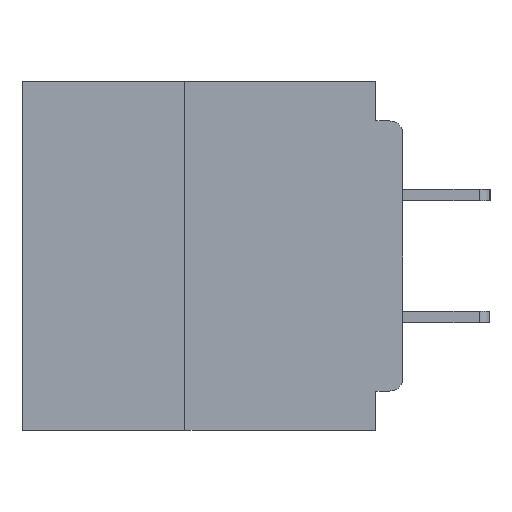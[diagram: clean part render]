
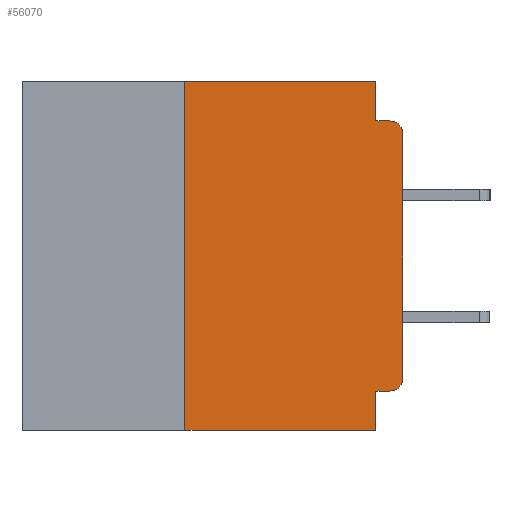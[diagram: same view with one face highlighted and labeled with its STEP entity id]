
A CAD part, left-side view. The second image highlights one B-rep face of the part: STEP entity #56070.
In plain terms, the highlighted planar face has unit normal (-1, 0, 0).
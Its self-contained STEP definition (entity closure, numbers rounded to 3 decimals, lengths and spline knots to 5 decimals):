
#1665 = EDGE_CURVE ( 'NONE', #19603, #52598, #25395, .T. ) ;
#1770 = CARTESIAN_POINT ( 'NONE',  ( 0., 0.437, 0. ) ) ;
#2204 = AXIS2_PLACEMENT_3D ( 'NONE', #1770, #6176, #36789 ) ;
#2226 = CARTESIAN_POINT ( 'NONE',  ( 0., 0., -0.045 ) ) ;
#3090 = DIRECTION ( 'NONE',  ( 0., 0., -1. ) ) ;
#4430 = LINE ( 'NONE', #11754, #26409 ) ;
#6176 = DIRECTION ( 'NONE',  ( 1., 0., 0. ) ) ;
#8580 = DIRECTION ( 'NONE',  ( 0., -1., 0. ) ) ;
#9156 = VECTOR ( 'NONE', #55341, 39.37008 ) ;
#9763 = FACE_OUTER_BOUND ( 'NONE', #38115, .T. ) ;
#9931 = VECTOR ( 'NONE', #28242, 39.37008 ) ;
#11212 = VECTOR ( 'NONE', #25742, 39.37008 ) ;
#11379 = CARTESIAN_POINT ( 'NONE',  ( 0., 0.25, -0.4 ) ) ;
#11754 = CARTESIAN_POINT ( 'NONE',  ( 0., 0.031, -0.4 ) ) ;
#11823 = ORIENTED_EDGE ( 'NONE', *, *, #15139, .T. ) ;
#12000 = VERTEX_POINT ( 'NONE', #30178 ) ;
#12164 = VECTOR ( 'NONE', #8580, 39.37008 ) ;
#13037 = EDGE_CURVE ( 'NONE', #15193, #54364, #44007, .T. ) ;
#13250 = CIRCLE ( 'NONE', #46622, 0.015 ) ;
#13916 = ORIENTED_EDGE ( 'NONE', *, *, #1665, .F. ) ;
#14265 = EDGE_CURVE ( 'NONE', #52598, #30452, #33205, .T. ) ;
#14850 = EDGE_CURVE ( 'NONE', #35634, #12000, #48117, .T. ) ;
#15117 = VECTOR ( 'NONE', #50958, 39.37008 ) ;
#15139 = EDGE_CURVE ( 'NONE', #41039, #30967, #44676, .T. ) ;
#15185 = EDGE_CURVE ( 'NONE', #30967, #30452, #43302, .T. ) ;
#15193 = VERTEX_POINT ( 'NONE', #39052 ) ;
#15322 = DIRECTION ( 'NONE',  ( 0., -1., 0. ) ) ;
#16146 = CARTESIAN_POINT ( 'NONE',  ( 0., 0., -0.355 ) ) ;
#17234 = CARTESIAN_POINT ( 'NONE',  ( 0., 0.437, 0. ) ) ;
#17329 = CARTESIAN_POINT ( 'NONE',  ( 0., 0.015, -0.06 ) ) ;
#17811 = CARTESIAN_POINT ( 'NONE',  ( 0., 0.015, -0.34 ) ) ;
#18124 = ORIENTED_EDGE ( 'NONE', *, *, #37965, .F. ) ;
#18741 = CARTESIAN_POINT ( 'NONE',  ( 0., 0., -0.06 ) ) ;
#19493 = CARTESIAN_POINT ( 'NONE',  ( 0., 0.437, -0.4 ) ) ;
#19603 = VERTEX_POINT ( 'NONE', #23431 ) ;
#20597 = AXIS2_PLACEMENT_3D ( 'NONE', #17329, #47812, #21738 ) ;
#21738 = DIRECTION ( 'NONE',  ( 0., 0., -1. ) ) ;
#22251 = DIRECTION ( 'NONE',  ( 0., 0., -1. ) ) ;
#23431 = CARTESIAN_POINT ( 'NONE',  ( 0., 0.031, 0. ) ) ;
#23961 = CARTESIAN_POINT ( 'NONE',  ( 0., 0.015, -0.045 ) ) ;
#25395 = LINE ( 'NONE', #51210, #15117 ) ;
#25742 = DIRECTION ( 'NONE',  ( 0., 0., 1. ) ) ;
#26409 = VECTOR ( 'NONE', #3090, 39.37008 ) ;
#28075 = PLANE ( 'NONE',  #2204 ) ;
#28242 = DIRECTION ( 'NONE',  ( 0., 0., 1. ) ) ;
#30178 = CARTESIAN_POINT ( 'NONE',  ( 0., 0.031, -0.4 ) ) ;
#30204 = CARTESIAN_POINT ( 'NONE',  ( 0., 0., -0.34 ) ) ;
#30452 = VERTEX_POINT ( 'NONE', #23961 ) ;
#30967 = VERTEX_POINT ( 'NONE', #18741 ) ;
#32591 = CARTESIAN_POINT ( 'NONE',  ( 0., 0.25, -0.4 ) ) ;
#33205 = LINE ( 'NONE', #2226, #34563 ) ;
#33210 = LINE ( 'NONE', #32591, #9931 ) ;
#34563 = VECTOR ( 'NONE', #15322, 39.37008 ) ;
#35365 = LINE ( 'NONE', #17234, #12164 ) ;
#35560 = EDGE_CURVE ( 'NONE', #35634, #48670, #33210, .T. ) ;
#35634 = VERTEX_POINT ( 'NONE', #11379 ) ;
#36789 = DIRECTION ( 'NONE',  ( 0., 0., -1. ) ) ;
#37965 = EDGE_CURVE ( 'NONE', #54364, #12000, #4430, .T. ) ;
#38115 = EDGE_LOOP ( 'NONE', ( #11823, #52523, #56480, #13916, #52286, #42401, #39031, #18124, #46181, #38543 ) ) ;
#38543 = ORIENTED_EDGE ( 'NONE', *, *, #49753, .T. ) ;
#39031 = ORIENTED_EDGE ( 'NONE', *, *, #14850, .T. ) ;
#39052 = CARTESIAN_POINT ( 'NONE',  ( 0., 0.015, -0.355 ) ) ;
#39262 = VECTOR ( 'NONE', #49956, 39.37008 ) ;
#40042 = CARTESIAN_POINT ( 'NONE',  ( 0., 0.25, 0. ) ) ;
#41005 = CARTESIAN_POINT ( 'NONE',  ( 0., 0.031, -0.045 ) ) ;
#41039 = VERTEX_POINT ( 'NONE', #30204 ) ;
#42401 = ORIENTED_EDGE ( 'NONE', *, *, #35560, .F. ) ;
#43302 = CIRCLE ( 'NONE', #20597, 0.015 ) ;
#44007 = LINE ( 'NONE', #16146, #9156 ) ;
#44676 = LINE ( 'NONE', #47454, #11212 ) ;
#46181 = ORIENTED_EDGE ( 'NONE', *, *, #13037, .F. ) ;
#46622 = AXIS2_PLACEMENT_3D ( 'NONE', #17811, #48313, #22251 ) ;
#47454 = CARTESIAN_POINT ( 'NONE',  ( 0., 0., 0. ) ) ;
#47634 = EDGE_CURVE ( 'NONE', #48670, #19603, #35365, .T. ) ;
#47812 = DIRECTION ( 'NONE',  ( -1., 0., 0. ) ) ;
#48117 = LINE ( 'NONE', #19493, #39262 ) ;
#48313 = DIRECTION ( 'NONE',  ( -1., 0., 0. ) ) ;
#48670 = VERTEX_POINT ( 'NONE', #40042 ) ;
#49753 = EDGE_CURVE ( 'NONE', #15193, #41039, #13250, .T. ) ;
#49956 = DIRECTION ( 'NONE',  ( 0., -1., 0. ) ) ;
#50958 = DIRECTION ( 'NONE',  ( 0., 0., -1. ) ) ;
#51210 = CARTESIAN_POINT ( 'NONE',  ( 0., 0.031, 0. ) ) ;
#52286 = ORIENTED_EDGE ( 'NONE', *, *, #47634, .F. ) ;
#52523 = ORIENTED_EDGE ( 'NONE', *, *, #15185, .T. ) ;
#52598 = VERTEX_POINT ( 'NONE', #41005 ) ;
#54364 = VERTEX_POINT ( 'NONE', #55014 ) ;
#55014 = CARTESIAN_POINT ( 'NONE',  ( 0., 0.031, -0.355 ) ) ;
#55341 = DIRECTION ( 'NONE',  ( 0., 1., 0. ) ) ;
#56070 = ADVANCED_FACE ( 'NONE', ( #9763 ), #28075, .F. ) ;
#56480 = ORIENTED_EDGE ( 'NONE', *, *, #14265, .F. ) ;
